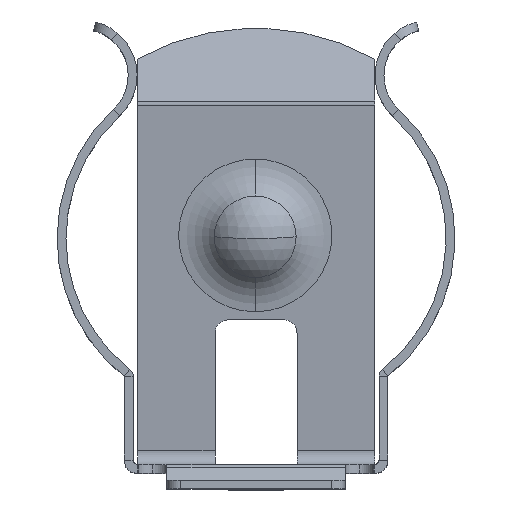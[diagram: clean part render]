
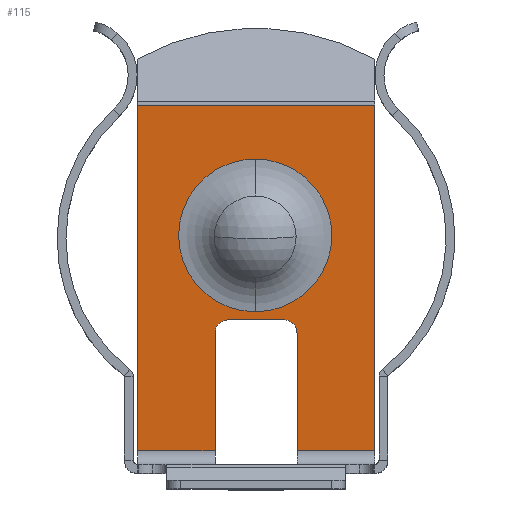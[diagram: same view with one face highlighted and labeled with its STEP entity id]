
A CAD part, top view. The second image highlights one B-rep face of the part: STEP entity #115.
In plain terms, the highlighted planar face has unit normal (0, -0.087, 0.996).
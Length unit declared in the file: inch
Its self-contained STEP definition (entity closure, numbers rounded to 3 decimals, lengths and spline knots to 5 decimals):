
#83 = ORIENTED_EDGE ( 'NONE', *, *, #3314, .F. ) ;
#84 = ORIENTED_EDGE ( 'NONE', *, *, #107, .F. ) ;
#99 = EDGE_LOOP ( 'NONE', ( #83, #84 ) ) ;
#102 = VERTEX_POINT ( 'NONE', #821 ) ;
#105 = ORIENTED_EDGE ( 'NONE', *, *, #166, .T. ) ;
#107 = EDGE_CURVE ( 'NONE', #3310, #3250, #815, .T. ) ;
#110 = VERTEX_POINT ( 'NONE', #869 ) ;
#111 = VERTEX_POINT ( 'NONE', #868 ) ;
#115 = ADVANCED_FACE ( 'NONE', ( #863, #862 ), #861, .T. ) ;
#121 = VERTEX_POINT ( 'NONE', #849 ) ;
#125 = VERTEX_POINT ( 'NONE', #847 ) ;
#126 = ORIENTED_EDGE ( 'NONE', *, *, #156, .F. ) ;
#127 = VERTEX_POINT ( 'NONE', #846 ) ;
#128 = ORIENTED_EDGE ( 'NONE', *, *, #129, .F. ) ;
#129 = EDGE_CURVE ( 'NONE', #125, #127, #845, .T. ) ;
#131 = ORIENTED_EDGE ( 'NONE', *, *, #132, .F. ) ;
#132 = EDGE_CURVE ( 'NONE', #127, #102, #896, .T. ) ;
#133 = EDGE_LOOP ( 'NONE', ( #134, #138, #131, #128, #126, #154, #149, #144, #146, #105 ) ) ;
#134 = ORIENTED_EDGE ( 'NONE', *, *, #136, .F. ) ;
#135 = VERTEX_POINT ( 'NONE', #897 ) ;
#136 = EDGE_CURVE ( 'NONE', #137, #135, #891, .T. ) ;
#137 = VERTEX_POINT ( 'NONE', #887 ) ;
#138 = ORIENTED_EDGE ( 'NONE', *, *, #139, .F. ) ;
#139 = EDGE_CURVE ( 'NONE', #102, #137, #886, .T. ) ;
#143 = EDGE_CURVE ( 'NONE', #110, #145, #882, .T. ) ;
#144 = ORIENTED_EDGE ( 'NONE', *, *, #143, .T. ) ;
#145 = VERTEX_POINT ( 'NONE', #878 ) ;
#146 = ORIENTED_EDGE ( 'NONE', *, *, #147, .T. ) ;
#147 = EDGE_CURVE ( 'NONE', #145, #111, #877, .T. ) ;
#148 = EDGE_CURVE ( 'NONE', #110, #121, #918, .T. ) ;
#149 = ORIENTED_EDGE ( 'NONE', *, *, #148, .F. ) ;
#153 = VERTEX_POINT ( 'NONE', #912 ) ;
#154 = ORIENTED_EDGE ( 'NONE', *, *, #158, .F. ) ;
#156 = EDGE_CURVE ( 'NONE', #153, #125, #907, .T. ) ;
#158 = EDGE_CURVE ( 'NONE', #121, #153, #902, .T. ) ;
#166 = EDGE_CURVE ( 'NONE', #111, #135, #935, .T. ) ;
#811 = DIRECTION ( 'NONE',  ( 0., 0.996, 0.087 ) ) ;
#812 = DIRECTION ( 'NONE',  ( 0., -0.087, 0.996 ) ) ;
#813 = CARTESIAN_POINT ( 'NONE',  ( -0.00092, 0.26777, -0.10045 ) ) ;
#814 = AXIS2_PLACEMENT_3D ( 'NONE', #813, #812, #811 ) ;
#815 = CIRCLE ( 'NONE', #814, 0.08603 ) ;
#821 = CARTESIAN_POINT ( 'NONE',  ( -0.046, 0.158, -0.11005 ) ) ;
#842 = DIRECTION ( 'NONE',  ( -1., 0., 0. ) ) ;
#843 = VECTOR ( 'NONE', #842, 39.37008 ) ;
#844 = CARTESIAN_POINT ( 'NONE',  ( 0.133, 0.173, -0.10874 ) ) ;
#845 = LINE ( 'NONE', #844, #843 ) ;
#846 = CARTESIAN_POINT ( 'NONE',  ( -0.031, 0.173, -0.10874 ) ) ;
#847 = CARTESIAN_POINT ( 'NONE',  ( 0.031, 0.173, -0.10874 ) ) ;
#849 = CARTESIAN_POINT ( 'NONE',  ( 0.046, 0.02631, -0.12157 ) ) ;
#856 = DIRECTION ( 'NONE',  ( 0., -0.996, -0.087 ) ) ;
#857 = DIRECTION ( 'NONE',  ( 0., -0.087, 0.996 ) ) ;
#858 = AXIS2_PLACEMENT_3D ( 'NONE', #860, #857, #856 ) ;
#860 = CARTESIAN_POINT ( 'NONE',  ( 0.133, 0.01, -0.123 ) ) ;
#861 = PLANE ( 'NONE',  #858 ) ;
#862 = FACE_OUTER_BOUND ( 'NONE', #133, .T. ) ;
#863 = FACE_BOUND ( 'NONE', #99, .T. ) ;
#868 = CARTESIAN_POINT ( 'NONE',  ( -0.133, 0.41346, -0.0877 ) ) ;
#869 = CARTESIAN_POINT ( 'NONE',  ( 0.133, 0.02631, -0.12157 ) ) ;
#874 = DIRECTION ( 'NONE',  ( -1., 0., 0. ) ) ;
#875 = VECTOR ( 'NONE', #874, 39.37008 ) ;
#876 = CARTESIAN_POINT ( 'NONE',  ( 0.133, 0.41346, -0.0877 ) ) ;
#877 = LINE ( 'NONE', #876, #875 ) ;
#878 = CARTESIAN_POINT ( 'NONE',  ( 0.133, 0.41346, -0.0877 ) ) ;
#879 = DIRECTION ( 'NONE',  ( 0., 0.996, 0.087 ) ) ;
#880 = VECTOR ( 'NONE', #879, 39.37008 ) ;
#881 = CARTESIAN_POINT ( 'NONE',  ( 0.133, 0.01, -0.123 ) ) ;
#882 = LINE ( 'NONE', #881, #880 ) ;
#883 = DIRECTION ( 'NONE',  ( 0., -0.996, -0.087 ) ) ;
#884 = VECTOR ( 'NONE', #883, 39.37008 ) ;
#885 = CARTESIAN_POINT ( 'NONE',  ( -0.046, 0.01, -0.123 ) ) ;
#886 = LINE ( 'NONE', #885, #884 ) ;
#887 = CARTESIAN_POINT ( 'NONE',  ( -0.046, 0.02631, -0.12157 ) ) ;
#888 = DIRECTION ( 'NONE',  ( -1., 0., 0. ) ) ;
#889 = VECTOR ( 'NONE', #888, 39.37008 ) ;
#890 = CARTESIAN_POINT ( 'NONE',  ( 0.133, 0.02631, -0.12157 ) ) ;
#891 = LINE ( 'NONE', #890, #889 ) ;
#892 = CARTESIAN_POINT ( 'NONE',  ( -0.046, 0.158, -0.11005 ) ) ;
#893 = CARTESIAN_POINT ( 'NONE',  ( -0.046, 0.16679, -0.10928 ) ) ;
#894 = CARTESIAN_POINT ( 'NONE',  ( -0.03979, 0.173, -0.10874 ) ) ;
#895 = CARTESIAN_POINT ( 'NONE',  ( -0.031, 0.173, -0.10874 ) ) ;
#896 =( BOUNDED_CURVE ( )  B_SPLINE_CURVE ( 3, ( #895, #894, #893, #892 ),
 .UNSPECIFIED., .F., .T. ) 
 B_SPLINE_CURVE_WITH_KNOTS ( ( 4, 4 ),
 ( 0., 1.5708 ),
 .UNSPECIFIED. ) 
 CURVE ( )  GEOMETRIC_REPRESENTATION_ITEM ( )  RATIONAL_B_SPLINE_CURVE ( ( 1., 0.805, 0.805, 1. ) ) 
 REPRESENTATION_ITEM ( '' )  );
#897 = CARTESIAN_POINT ( 'NONE',  ( -0.133, 0.02631, -0.12157 ) ) ;
#899 = DIRECTION ( 'NONE',  ( 0., 0.996, 0.087 ) ) ;
#900 = VECTOR ( 'NONE', #899, 39.37008 ) ;
#901 = CARTESIAN_POINT ( 'NONE',  ( 0.046, 0.01, -0.123 ) ) ;
#902 = LINE ( 'NONE', #901, #900 ) ;
#903 = CARTESIAN_POINT ( 'NONE',  ( 0.031, 0.173, -0.10874 ) ) ;
#904 = CARTESIAN_POINT ( 'NONE',  ( 0.03979, 0.173, -0.10874 ) ) ;
#905 = CARTESIAN_POINT ( 'NONE',  ( 0.046, 0.16679, -0.10928 ) ) ;
#906 = CARTESIAN_POINT ( 'NONE',  ( 0.046, 0.158, -0.11005 ) ) ;
#907 =( BOUNDED_CURVE ( )  B_SPLINE_CURVE ( 3, ( #906, #905, #904, #903 ),
 .UNSPECIFIED., .F., .T. ) 
 B_SPLINE_CURVE_WITH_KNOTS ( ( 4, 4 ),
 ( 4.71239, 6.28319 ),
 .UNSPECIFIED. ) 
 CURVE ( )  GEOMETRIC_REPRESENTATION_ITEM ( )  RATIONAL_B_SPLINE_CURVE ( ( 1., 0.805, 0.805, 1. ) ) 
 REPRESENTATION_ITEM ( '' )  );
#912 = CARTESIAN_POINT ( 'NONE',  ( 0.046, 0.158, -0.11005 ) ) ;
#915 = DIRECTION ( 'NONE',  ( -1., 0., 0. ) ) ;
#916 = VECTOR ( 'NONE', #915, 39.37008 ) ;
#917 = CARTESIAN_POINT ( 'NONE',  ( 0.133, 0.02631, -0.12157 ) ) ;
#918 = LINE ( 'NONE', #917, #916 ) ;
#932 = DIRECTION ( 'NONE',  ( 0., -0.996, -0.087 ) ) ;
#933 = VECTOR ( 'NONE', #932, 39.37008 ) ;
#934 = CARTESIAN_POINT ( 'NONE',  ( -0.133, 0.01, -0.123 ) ) ;
#935 = LINE ( 'NONE', #934, #933 ) ;
#1829 = CARTESIAN_POINT ( 'NONE',  ( -0.00092, 0.35348, -0.09295 ) ) ;
#1968 = DIRECTION ( 'NONE',  ( 0., 0.996, 0.087 ) ) ;
#1969 = DIRECTION ( 'NONE',  ( 0., -0.087, 0.996 ) ) ;
#1970 = CARTESIAN_POINT ( 'NONE',  ( -0.00092, 0.26777, -0.10045 ) ) ;
#1971 = AXIS2_PLACEMENT_3D ( 'NONE', #1970, #1969, #1968 ) ;
#1972 = CIRCLE ( 'NONE', #1971, 0.08603 ) ;
#1977 = CARTESIAN_POINT ( 'NONE',  ( -0.00092, 0.18207, -0.10795 ) ) ;
#3250 = VERTEX_POINT ( 'NONE', #1829 ) ;
#3310 = VERTEX_POINT ( 'NONE', #1977 ) ;
#3314 = EDGE_CURVE ( 'NONE', #3250, #3310, #1972, .T. ) ;
